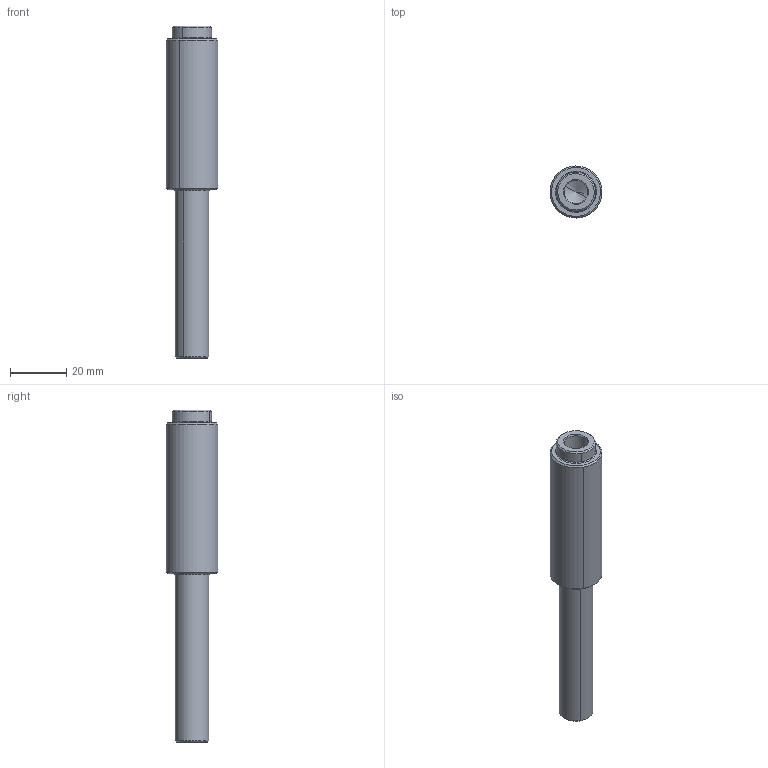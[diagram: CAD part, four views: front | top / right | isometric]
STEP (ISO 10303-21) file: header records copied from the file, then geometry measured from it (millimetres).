
FILE_DESCRIPTION(('CATIA V5 STEP Exchange'),'2;1');
FILE_NAME('Arbre.stp','2019-12-02T20:21:37+00:00',('none'),('none'),'Version 5-6 Release 2013','CATIA V5 STEP AP203','none');
FILE_SCHEMA(('CONFIG_CONTROL_DESIGN'));
Length unit declared in the file: millimetre
Products named in the file (1): Arbre
Bounding box: 18.49 x 18.49 x 118.5 mm (x, y, z)
Volume: 19996.3 mm3; surface area: 6990.8 mm2
Topology: 1 solids, 1 shells, 28 faces, 56 edges, 31 vertices
Faces by surface type: cone 12, cylinder 8, plane 4, torus 4
Entity records: 690 total; most frequent: CARTESIAN_POINT 108, ORIENTED_EDGE 108, DIRECTION 98, AXIS2_PLACEMENT_3D 57, EDGE_CURVE 54, CIRCLE 34, EDGE_LOOP 31, VERTEX_POINT 31
